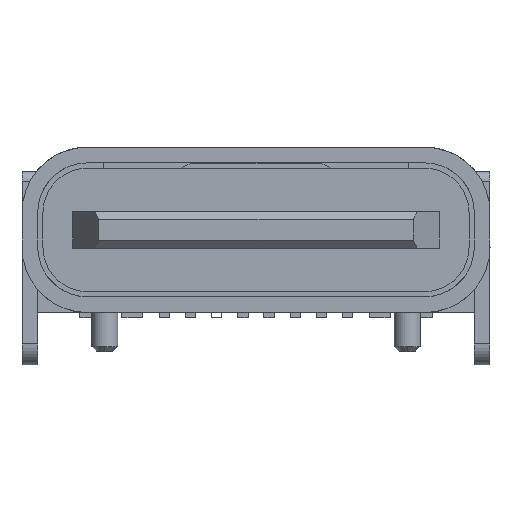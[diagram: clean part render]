
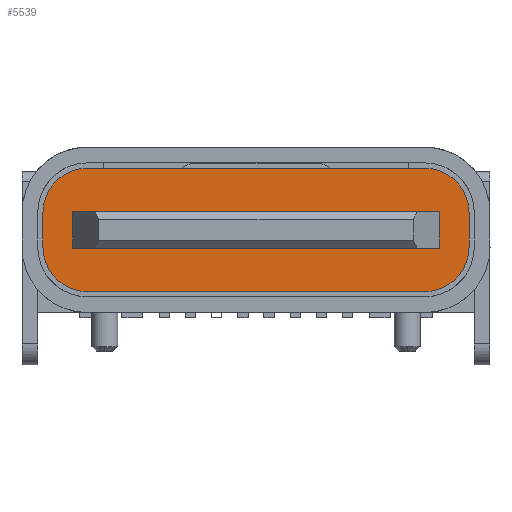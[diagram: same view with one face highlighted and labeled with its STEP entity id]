
A CAD part, front view. The second image highlights one B-rep face of the part: STEP entity #5539.
In plain terms, the highlighted planar face has unit normal (0, -1, 0).
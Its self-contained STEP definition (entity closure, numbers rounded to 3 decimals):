
#176 = CARTESIAN_POINT ( 'NONE',  ( -11.743, 4.283, 0.707 ) ) ;
#402 = CARTESIAN_POINT ( 'NONE',  ( -19.033, 4.283, -0.143 ) ) ;
#404 = AXIS2_PLACEMENT_3D ( 'NONE', #6766, #6660, #9492 ) ;
#471 = DIRECTION ( 'NONE',  ( 1., 0., 0. ) ) ;
#627 = DIRECTION ( 'NONE',  ( -1., 0., 0. ) ) ;
#681 = CARTESIAN_POINT ( 'NONE',  ( -11.463, 4.283, -0.823 ) ) ;
#812 = LINE ( 'NONE', #6215, #7710 ) ;
#1110 = VECTOR ( 'NONE', #7196, 1000. ) ;
#1266 = CARTESIAN_POINT ( 'NONE',  ( -19.033, 4.283, -0.143 ) ) ;
#1386 = DIRECTION ( 'NONE',  ( 0., 0., -1. ) ) ;
#1485 = VERTEX_POINT ( 'NONE', #3620 ) ;
#1580 = EDGE_CURVE ( 'NONE', #10125, #9188, #9332, .T. ) ;
#1716 = DIRECTION ( 'NONE',  ( 0., 0., 1. ) ) ;
#1721 = DIRECTION ( 'NONE',  ( 0., -1., 0. ) ) ;
#1821 = ORIENTED_EDGE ( 'NONE', *, *, #7497, .T. ) ;
#2094 = CIRCLE ( 'NONE', #7588, 0.85 ) ;
#2103 = DIRECTION ( 'NONE',  ( 0., 0., -1. ) ) ;
#2223 = FACE_OUTER_BOUND ( 'NONE', #7548, .T. ) ;
#2350 = CARTESIAN_POINT ( 'NONE',  ( -18.463, 4.283, -0.123 ) ) ;
#2465 = VERTEX_POINT ( 'NONE', #8458 ) ;
#2486 = ORIENTED_EDGE ( 'NONE', *, *, #4664, .T. ) ;
#2599 = EDGE_CURVE ( 'NONE', #8939, #7723, #2094, .T. ) ;
#2813 = CARTESIAN_POINT ( 'NONE',  ( -11.743, 4.283, -0.143 ) ) ;
#2984 = CARTESIAN_POINT ( 'NONE',  ( -11.463, 4.283, -0.123 ) ) ;
#3307 = LINE ( 'NONE', #4230, #8446 ) ;
#3311 = LINE ( 'NONE', #8708, #4949 ) ;
#3380 = VERTEX_POINT ( 'NONE', #2350 ) ;
#3422 = CARTESIAN_POINT ( 'NONE',  ( -11.743, 4.283, -0.143 ) ) ;
#3445 = ORIENTED_EDGE ( 'NONE', *, *, #7195, .F. ) ;
#3489 = VERTEX_POINT ( 'NONE', #681 ) ;
#3491 = ORIENTED_EDGE ( 'NONE', *, *, #8950, .T. ) ;
#3620 = CARTESIAN_POINT ( 'NONE',  ( -10.893, 4.283, -0.803 ) ) ;
#3689 = CARTESIAN_POINT ( 'NONE',  ( -18.463, 4.283, -0.123 ) ) ;
#3728 = VECTOR ( 'NONE', #1386, 1000. ) ;
#3770 = DIRECTION ( 'NONE',  ( 1., 0., 0. ) ) ;
#3772 = LINE ( 'NONE', #7391, #5680 ) ;
#4134 = CARTESIAN_POINT ( 'NONE',  ( -11.743, 4.283, -1.653 ) ) ;
#4230 = CARTESIAN_POINT ( 'NONE',  ( -18.183, 4.283, 0.707 ) ) ;
#4562 = VERTEX_POINT ( 'NONE', #2984 ) ;
#4646 = EDGE_CURVE ( 'NONE', #7723, #4676, #9460, .T. ) ;
#4664 = EDGE_CURVE ( 'NONE', #1485, #2465, #8555, .T. ) ;
#4671 = DIRECTION ( 'NONE',  ( 0., -1., 0. ) ) ;
#4676 = VERTEX_POINT ( 'NONE', #4134 ) ;
#4690 = AXIS2_PLACEMENT_3D ( 'NONE', #2813, #4671, #3770 ) ;
#4910 = CIRCLE ( 'NONE', #6436, 0.85 ) ;
#4949 = VECTOR ( 'NONE', #1716, 1000. ) ;
#5081 = CARTESIAN_POINT ( 'NONE',  ( -10.893, 4.283, -0.143 ) ) ;
#5183 = EDGE_CURVE ( 'NONE', #5745, #10125, #3307, .T. ) ;
#5236 = DIRECTION ( 'NONE',  ( 1., 0., 0. ) ) ;
#5249 = DIRECTION ( 'NONE',  ( 1., 0., 0. ) ) ;
#5523 = ORIENTED_EDGE ( 'NONE', *, *, #5183, .T. ) ;
#5539 = ADVANCED_FACE ( 'NONE', ( #10358, #2223 ), #5881, .T. ) ;
#5680 = VECTOR ( 'NONE', #2103, 1000. ) ;
#5703 = EDGE_CURVE ( 'NONE', #3380, #10036, #3772, .T. ) ;
#5745 = VERTEX_POINT ( 'NONE', #176 ) ;
#5881 = PLANE ( 'NONE',  #11138 ) ;
#6066 = ORIENTED_EDGE ( 'NONE', *, *, #4646, .T. ) ;
#6137 = ORIENTED_EDGE ( 'NONE', *, *, #8168, .F. ) ;
#6192 = CARTESIAN_POINT ( 'NONE',  ( -18.183, 4.283, -0.803 ) ) ;
#6215 = CARTESIAN_POINT ( 'NONE',  ( -18.463, 4.283, -0.823 ) ) ;
#6247 = DIRECTION ( 'NONE',  ( 0., -1., 0. ) ) ;
#6436 = AXIS2_PLACEMENT_3D ( 'NONE', #8769, #1721, #5236 ) ;
#6620 = EDGE_CURVE ( 'NONE', #3489, #4562, #3311, .T. ) ;
#6660 = DIRECTION ( 'NONE',  ( 0., -1., 0. ) ) ;
#6766 = CARTESIAN_POINT ( 'NONE',  ( -18.183, 4.283, -0.143 ) ) ;
#6800 = CARTESIAN_POINT ( 'NONE',  ( -11.743, 4.283, -1.653 ) ) ;
#6974 = CIRCLE ( 'NONE', #4690, 0.85 ) ;
#7060 = DIRECTION ( 'NONE',  ( 0., -1., 0. ) ) ;
#7195 = EDGE_CURVE ( 'NONE', #10036, #3489, #812, .T. ) ;
#7196 = DIRECTION ( 'NONE',  ( -1., 0., 0. ) ) ;
#7232 = ORIENTED_EDGE ( 'NONE', *, *, #8819, .T. ) ;
#7391 = CARTESIAN_POINT ( 'NONE',  ( -18.463, 4.283, -0.823 ) ) ;
#7497 = EDGE_CURVE ( 'NONE', #4676, #1485, #4910, .T. ) ;
#7503 = VECTOR ( 'NONE', #10518, 1000. ) ;
#7516 = CARTESIAN_POINT ( 'NONE',  ( -18.183, 4.283, -1.653 ) ) ;
#7548 = EDGE_LOOP ( 'NONE', ( #6066, #1821, #2486, #7232, #5523, #7666, #3491, #10525 ) ) ;
#7588 = AXIS2_PLACEMENT_3D ( 'NONE', #6192, #6247, #11570 ) ;
#7666 = ORIENTED_EDGE ( 'NONE', *, *, #1580, .T. ) ;
#7710 = VECTOR ( 'NONE', #5249, 1000. ) ;
#7723 = VERTEX_POINT ( 'NONE', #7516 ) ;
#8081 = ORIENTED_EDGE ( 'NONE', *, *, #5703, .F. ) ;
#8168 = EDGE_CURVE ( 'NONE', #4562, #3380, #9875, .T. ) ;
#8262 = CARTESIAN_POINT ( 'NONE',  ( -18.463, 4.283, -0.823 ) ) ;
#8446 = VECTOR ( 'NONE', #627, 1000. ) ;
#8458 = CARTESIAN_POINT ( 'NONE',  ( -10.893, 4.283, -0.143 ) ) ;
#8501 = LINE ( 'NONE', #1266, #3728 ) ;
#8555 = LINE ( 'NONE', #5081, #7503 ) ;
#8708 = CARTESIAN_POINT ( 'NONE',  ( -11.463, 4.283, -0.823 ) ) ;
#8769 = CARTESIAN_POINT ( 'NONE',  ( -11.743, 4.283, -0.803 ) ) ;
#8819 = EDGE_CURVE ( 'NONE', #2465, #5745, #6974, .T. ) ;
#8939 = VERTEX_POINT ( 'NONE', #9518 ) ;
#8950 = EDGE_CURVE ( 'NONE', #9188, #8939, #8501, .T. ) ;
#9188 = VERTEX_POINT ( 'NONE', #402 ) ;
#9332 = CIRCLE ( 'NONE', #404, 0.85 ) ;
#9460 = LINE ( 'NONE', #6800, #11671 ) ;
#9492 = DIRECTION ( 'NONE',  ( 1., 0., 0. ) ) ;
#9518 = CARTESIAN_POINT ( 'NONE',  ( -19.033, 4.283, -0.803 ) ) ;
#9525 = ORIENTED_EDGE ( 'NONE', *, *, #6620, .F. ) ;
#9730 = EDGE_LOOP ( 'NONE', ( #9525, #3445, #8081, #6137 ) ) ;
#9875 = LINE ( 'NONE', #3689, #1110 ) ;
#10036 = VERTEX_POINT ( 'NONE', #8262 ) ;
#10125 = VERTEX_POINT ( 'NONE', #11595 ) ;
#10358 = FACE_BOUND ( 'NONE', #9730, .T. ) ;
#10518 = DIRECTION ( 'NONE',  ( 0., 0., 1. ) ) ;
#10525 = ORIENTED_EDGE ( 'NONE', *, *, #2599, .T. ) ;
#10827 = DIRECTION ( 'NONE',  ( 0., 0., -1. ) ) ;
#11138 = AXIS2_PLACEMENT_3D ( 'NONE', #3422, #7060, #10827 ) ;
#11570 = DIRECTION ( 'NONE',  ( 1., 0., 0. ) ) ;
#11595 = CARTESIAN_POINT ( 'NONE',  ( -18.183, 4.283, 0.707 ) ) ;
#11671 = VECTOR ( 'NONE', #471, 1000. ) ;
